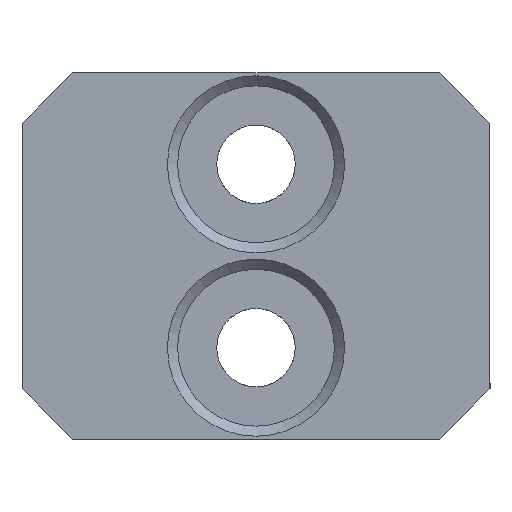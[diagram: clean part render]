
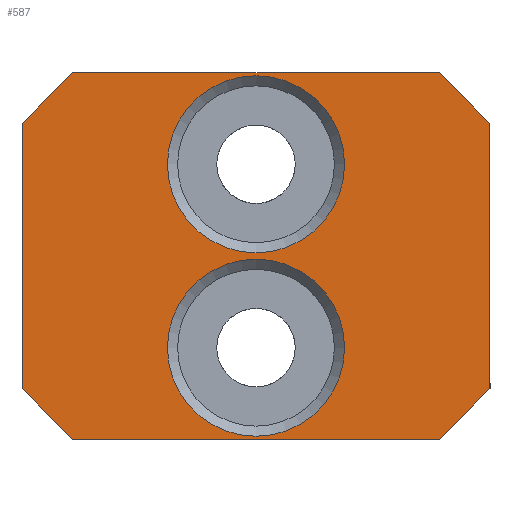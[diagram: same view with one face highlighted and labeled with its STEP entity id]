
A CAD part, front view. The second image highlights one B-rep face of the part: STEP entity #587.
In plain terms, the highlighted face is planar.
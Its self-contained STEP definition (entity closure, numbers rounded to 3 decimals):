
#33=LINE('',#839,#77);
#36=LINE('',#845,#80);
#42=LINE('',#858,#86);
#43=LINE('',#860,#87);
#47=LINE('',#869,#91);
#49=LINE('',#876,#93);
#50=LINE('',#878,#94);
#51=LINE('',#879,#95);
#77=VECTOR('',#685,1000.);
#80=VECTOR('',#690,1000.);
#86=VECTOR('',#698,1000.);
#87=VECTOR('',#701,1000.);
#91=VECTOR('',#707,1000.);
#93=VECTOR('',#715,1000.);
#94=VECTOR('',#716,1000.);
#95=VECTOR('',#717,1000.);
#125=PLANE('',#638);
#143=CIRCLE('',#639,3.5);
#144=CIRCLE('',#640,3.5);
#177=ORIENTED_EDGE('',*,*,#338,.T.);
#178=ORIENTED_EDGE('',*,*,#339,.T.);
#179=ORIENTED_EDGE('',*,*,#340,.T.);
#180=ORIENTED_EDGE('',*,*,#325,.F.);
#181=ORIENTED_EDGE('',*,*,#331,.T.);
#182=ORIENTED_EDGE('',*,*,#341,.T.);
#183=ORIENTED_EDGE('',*,*,#332,.T.);
#184=ORIENTED_EDGE('',*,*,#322,.T.);
#185=ORIENTED_EDGE('',*,*,#336,.T.);
#186=ORIENTED_EDGE('',*,*,#342,.T.);
#322=EDGE_CURVE('',#405,#404,#33,.T.);
#325=EDGE_CURVE('',#407,#408,#36,.T.);
#331=EDGE_CURVE('',#407,#412,#42,.F.);
#332=EDGE_CURVE('',#413,#405,#43,.F.);
#336=EDGE_CURVE('',#404,#415,#47,.F.);
#338=EDGE_CURVE('',#417,#417,#143,.F.);
#339=EDGE_CURVE('',#418,#418,#144,.F.);
#340=EDGE_CURVE('',#419,#408,#49,.F.);
#341=EDGE_CURVE('',#412,#413,#50,.T.);
#342=EDGE_CURVE('',#415,#419,#51,.T.);
#404=VERTEX_POINT('',#838);
#405=VERTEX_POINT('',#840);
#407=VERTEX_POINT('',#846);
#408=VERTEX_POINT('',#847);
#412=VERTEX_POINT('',#857);
#413=VERTEX_POINT('',#861);
#415=VERTEX_POINT('',#867);
#417=VERTEX_POINT('',#873);
#418=VERTEX_POINT('',#875);
#419=VERTEX_POINT('',#877);
#492=EDGE_LOOP('',(#177));
#493=EDGE_LOOP('',(#178));
#494=EDGE_LOOP('',(#179,#180,#181,#182,#183,#184,#185,#186));
#538=FACE_BOUND('',#492,.T.);
#539=FACE_BOUND('',#493,.T.);
#540=FACE_BOUND('',#494,.T.);
#587=ADVANCED_FACE('',(#538,#539,#540),#125,.T.);
#638=AXIS2_PLACEMENT_3D('',#871,#709,#710);
#639=AXIS2_PLACEMENT_3D('',#872,#711,#712);
#640=AXIS2_PLACEMENT_3D('',#874,#713,#714);
#685=DIRECTION('',(0.,0.,-1.));
#690=DIRECTION('',(0.,0.,-1.));
#698=DIRECTION('',(0.,-0.707,-0.707));
#701=DIRECTION('',(0.,-0.707,0.707));
#707=DIRECTION('',(0.,0.707,0.707));
#709=DIRECTION('',(-1.,0.,0.));
#710=DIRECTION('',(0.,0.,1.));
#711=DIRECTION('',(-1.,0.,0.));
#712=DIRECTION('',(0.,0.,1.));
#713=DIRECTION('',(-1.,0.,0.));
#714=DIRECTION('',(0.,0.,1.));
#715=DIRECTION('',(0.,0.707,-0.707));
#716=DIRECTION('',(0.,1.,0.));
#717=DIRECTION('',(0.,-1.,0.));
#838=CARTESIAN_POINT('',(78.6,-190.75,12.7));
#839=CARTESIAN_POINT('',(78.6,-190.75,25.2));
#840=CARTESIAN_POINT('',(78.6,-190.75,23.2));
#845=CARTESIAN_POINT('',(78.6,-209.25,25.2));
#846=CARTESIAN_POINT('',(78.6,-209.25,23.2));
#847=CARTESIAN_POINT('',(78.6,-209.25,12.7));
#857=CARTESIAN_POINT('',(78.6,-207.25,25.2));
#858=CARTESIAN_POINT('',(78.6,-203.625,28.825));
#860=CARTESIAN_POINT('',(78.6,-196.375,28.825));
#861=CARTESIAN_POINT('',(78.6,-192.75,25.2));
#867=CARTESIAN_POINT('',(78.6,-192.75,10.7));
#869=CARTESIAN_POINT('',(78.6,-192.75,10.7));
#871=CARTESIAN_POINT('',(78.6,-200.,25.2));
#872=CARTESIAN_POINT('',(78.6,-200.,21.575));
#873=CARTESIAN_POINT('',(78.6,-200.,25.075));
#874=CARTESIAN_POINT('',(78.6,-200.,14.325));
#875=CARTESIAN_POINT('',(78.6,-200.,17.825));
#876=CARTESIAN_POINT('',(78.6,-207.25,10.7));
#877=CARTESIAN_POINT('',(78.6,-207.25,10.7));
#878=CARTESIAN_POINT('',(78.6,-200.,25.2));
#879=CARTESIAN_POINT('',(78.6,-200.,10.7));
